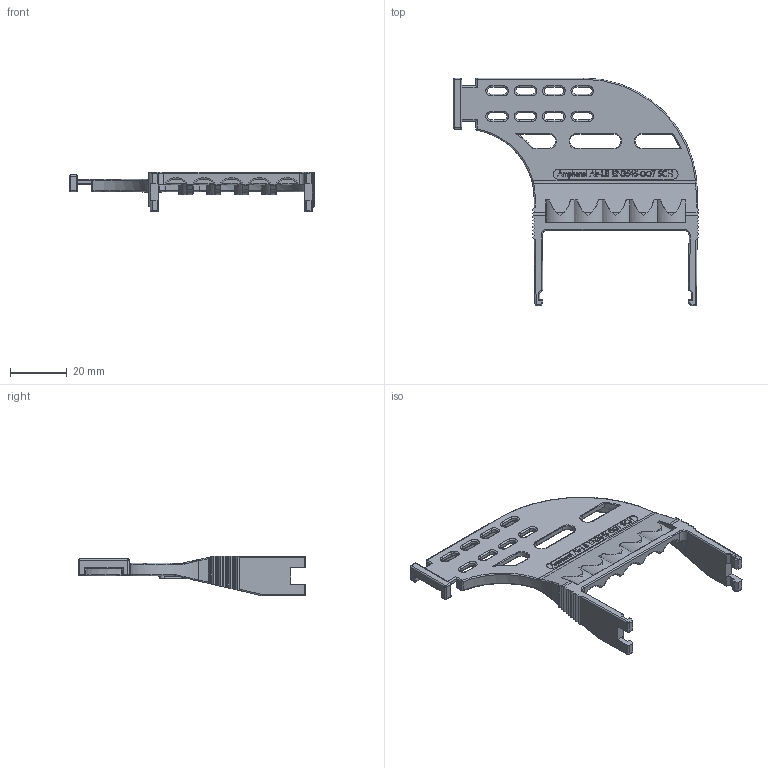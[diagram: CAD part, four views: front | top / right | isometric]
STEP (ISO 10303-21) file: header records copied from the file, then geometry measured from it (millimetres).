
FILE_DESCRIPTION((''),'2;1');
FILE_NAME('3354_0019_301','2020-02-05T',('presta_be4'),(''),'CREO PARAMETRIC BY PTC INC, 2018360','CREO PARAMETRIC BY PTC INC, 2018360','');
FILE_SCHEMA(('CONFIG_CONTROL_DESIGN'));
Length unit declared in the file: millimetre
Products named in the file (1): 3354_0019_301
Bounding box: 86.55 x 80.33 x 14 mm (x, y, z)
Volume: 10776.6 mm3; surface area: 10603.8 mm2
Topology: 1 solids, 1 shells, 1162 faces, 3058 edges, 1931 vertices
Faces by surface type: plane 383, extrusion 354, cylinder 251, torus 80, bspline 72, sphere 22
Entity records: 39673 total; most frequent: CARTESIAN_POINT 12870, ORIENTED_EDGE 6116, DIRECTION 4394, EDGE_CURVE 3058, VERTEX_POINT 1931, VECTOR 1926, LINE 1572, B_SPLINE_CURVE_WITH_KNOTS 1342
